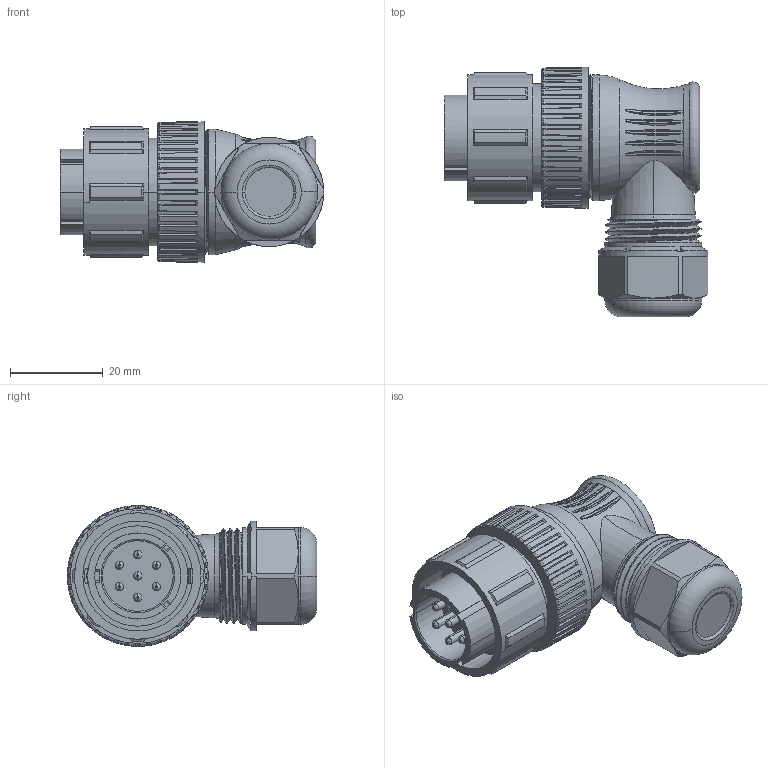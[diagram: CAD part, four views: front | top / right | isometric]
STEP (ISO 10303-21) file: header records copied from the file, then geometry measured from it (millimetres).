
FILE_DESCRIPTION((''),'2;1');
FILE_NAME('SY2116P7','2016-11-30T',('Administrator'),(''),'PRO/ENGINEER BY PARAMETRIC TECHNOLOGY CORPORATION, 2013150','PRO/ENGINEER BY PARAMETRIC TECHNOLOGY CORPORATION, 2013150','');
FILE_SCHEMA(('CONFIG_CONTROL_DESIGN'));
Length unit declared in the file: millimetre
Products named in the file (1): SY2116P7
Bounding box: 56.75 x 53.67 x 30.35 mm (x, y, z)
Volume: 34405.1 mm3; surface area: 10616.7 mm2
Topology: 1 solids, 1 shells, 497 faces, 1328 edges, 869 vertices
Faces by surface type: plane 171, cone 158, cylinder 87, torus 56, bspline 25
Entity records: 20050 total; most frequent: CARTESIAN_POINT 8258, ORIENTED_EDGE 2656, DIRECTION 2270, EDGE_CURVE 1328, AXIS2_PLACEMENT_3D 1019, VERTEX_POINT 869, B_SPLINE_CURVE_WITH_KNOTS 549, CIRCLE 547
